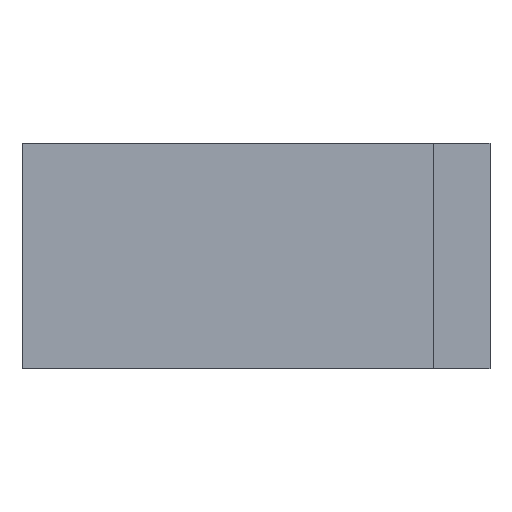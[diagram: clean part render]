
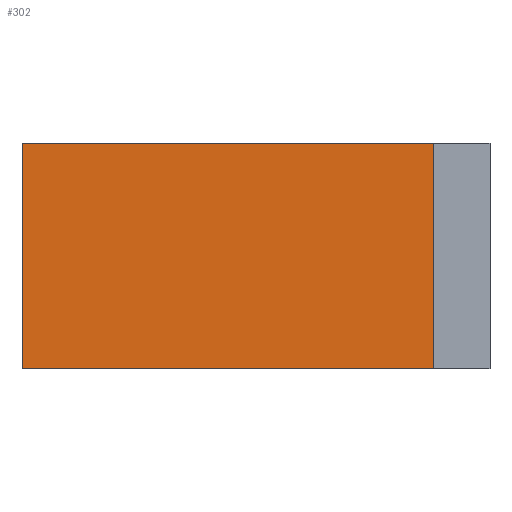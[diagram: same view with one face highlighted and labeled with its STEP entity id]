
A CAD part, top view. The second image highlights one B-rep face of the part: STEP entity #302.
In plain terms, the highlighted planar face has unit normal (0, 0, 1).
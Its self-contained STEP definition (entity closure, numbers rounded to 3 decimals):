
#2 = CARTESIAN_POINT ( 'NONE',  ( -14., 6.75, 1.5 ) ) ;
#12 = EDGE_CURVE ( 'NONE', #249, #290, #180, .T. ) ;
#17 = VERTEX_POINT ( 'NONE', #2 ) ;
#23 = DIRECTION ( 'NONE',  ( 0., 0., 1. ) ) ;
#38 = EDGE_CURVE ( 'NONE', #17, #101, #239, .T. ) ;
#43 = EDGE_CURVE ( 'NONE', #17, #249, #327, .T. ) ;
#58 = CARTESIAN_POINT ( 'NONE',  ( 0., 0., 1.5 ) ) ;
#60 = CARTESIAN_POINT ( 'NONE',  ( 10.6, -6.75, 1.5 ) ) ;
#61 = ORIENTED_EDGE ( 'NONE', *, *, #358, .F. ) ;
#65 = DIRECTION ( 'NONE',  ( 0., -1., 0. ) ) ;
#81 = VECTOR ( 'NONE', #154, 1000. ) ;
#101 = VERTEX_POINT ( 'NONE', #129 ) ;
#129 = CARTESIAN_POINT ( 'NONE',  ( 10.6, 6.75, 1.5 ) ) ;
#130 = EDGE_LOOP ( 'NONE', ( #61, #338, #174, #307 ) ) ;
#149 = CARTESIAN_POINT ( 'NONE',  ( -14., -6.75, 1.5 ) ) ;
#154 = DIRECTION ( 'NONE',  ( 0., -1., 0. ) ) ;
#170 = DIRECTION ( 'NONE',  ( 1., 0., 0. ) ) ;
#174 = ORIENTED_EDGE ( 'NONE', *, *, #43, .T. ) ;
#180 = LINE ( 'NONE', #149, #360 ) ;
#211 = DIRECTION ( 'NONE',  ( 1., 0., 0. ) ) ;
#239 = LINE ( 'NONE', #267, #291 ) ;
#249 = VERTEX_POINT ( 'NONE', #264 ) ;
#264 = CARTESIAN_POINT ( 'NONE',  ( -14., -6.75, 1.5 ) ) ;
#267 = CARTESIAN_POINT ( 'NONE',  ( -14., 6.75, 1.5 ) ) ;
#289 = FACE_OUTER_BOUND ( 'NONE', #130, .T. ) ;
#290 = VERTEX_POINT ( 'NONE', #60 ) ;
#291 = VECTOR ( 'NONE', #359, 1000. ) ;
#300 = CARTESIAN_POINT ( 'NONE',  ( 10.6, 6.75, 1.5 ) ) ;
#302 = ADVANCED_FACE ( 'NONE', ( #289 ), #348, .T. ) ;
#307 = ORIENTED_EDGE ( 'NONE', *, *, #12, .T. ) ;
#322 = CARTESIAN_POINT ( 'NONE',  ( -14., 6.75, 1.5 ) ) ;
#327 = LINE ( 'NONE', #322, #328 ) ;
#328 = VECTOR ( 'NONE', #65, 1000. ) ;
#331 = LINE ( 'NONE', #300, #81 ) ;
#338 = ORIENTED_EDGE ( 'NONE', *, *, #38, .F. ) ;
#348 = PLANE ( 'NONE',  #351 ) ;
#351 = AXIS2_PLACEMENT_3D ( 'NONE', #58, #23, #170 ) ;
#358 = EDGE_CURVE ( 'NONE', #101, #290, #331, .T. ) ;
#359 = DIRECTION ( 'NONE',  ( 1., 0., 0. ) ) ;
#360 = VECTOR ( 'NONE', #211, 1000. ) ;
